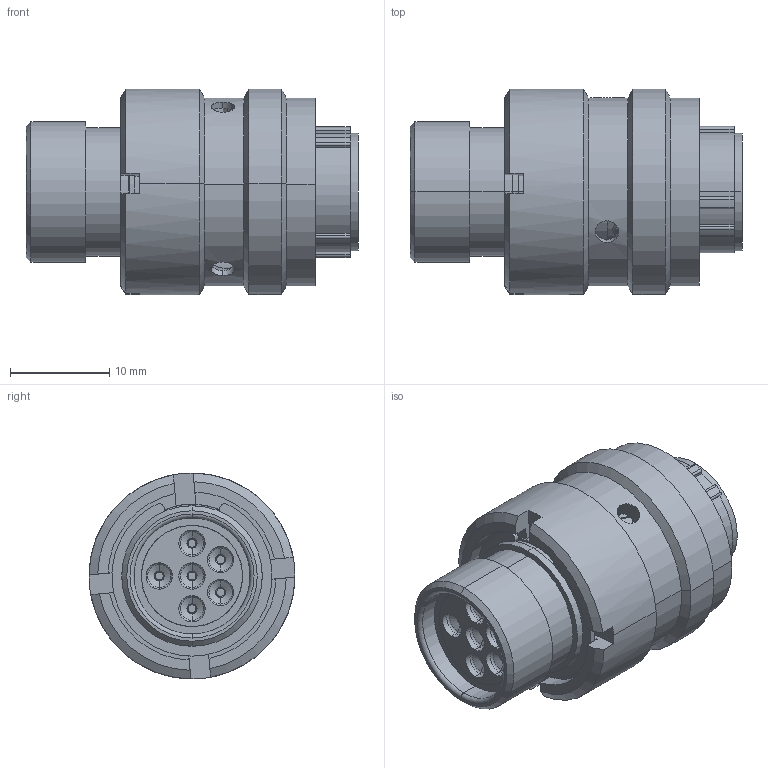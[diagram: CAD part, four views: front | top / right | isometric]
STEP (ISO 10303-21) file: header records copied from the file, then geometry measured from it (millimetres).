
FILE_DESCRIPTION (( 'STEP AP214' ), '1' );
FILE_NAME ('AS610-98PN.STEP', '2013-05-31T07:50:33', ( 'TE Connectivity' ), ( 'TE Connectivity' ), 'SwSTEP 2.0', 'SolidWorks 2011', '' );
FILE_SCHEMA (( 'AUTOMOTIVE_DESIGN' ));
Length unit declared in the file: inch
Products named in the file (1): AS610-98PN
Bounding box: 33.37 x 20.7 x 20.7 mm (x, y, z)
Volume: 5012.1 mm3; surface area: 7872.5 mm2
Topology: 14 solids, 14 shells, 693 faces, 1728 edges, 1087 vertices
Faces by surface type: cylinder 241, plane 236, torus 138, cone 62, bspline 12, sphere 4
Entity records: 33276 total; most frequent: CARTESIAN_POINT 8298, ORIENTED_EDGE 3436, DIRECTION 3148, EDGE_CURVE 1718, AXIS2_PLACEMENT_3D 1351, VERTEX_POINT 1081, EDGE_LOOP 759, UNCERTAINTY_MEASURE_WITH_UNIT 709
